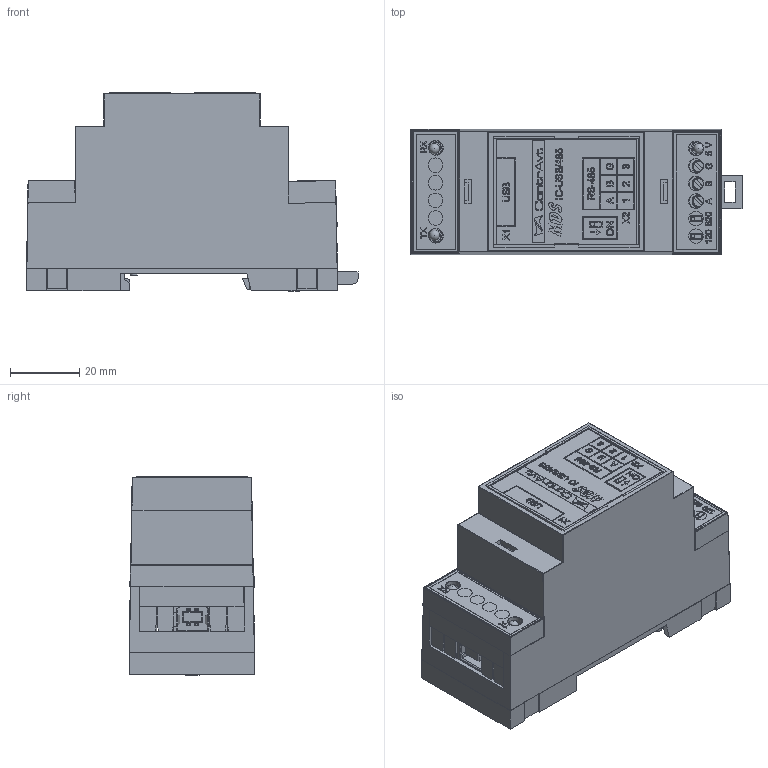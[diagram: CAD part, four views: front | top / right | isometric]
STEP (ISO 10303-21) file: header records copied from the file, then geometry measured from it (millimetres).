
FILE_DESCRIPTION(/* description */ (''),/* implementation_level */ '2;1');
FILE_NAME(/* name */ 'MDS IC-USB_485.stp',/* time_stamp */ '2021-10-28T14:11:18+04:00',/* author */ ('Колесникова'),/* organization */ (''),/* preprocessor_version */ 'ST-DEVELOPER v15.2',/* originating_system */ 'Autodesk Inventor 2014',/* authorisation */ '');
FILE_SCHEMA (('CONFIG_CONTROL_DESIGN'));
Products named in the file (21): Деталь2; Деталь4; Деталь8; Деталь10; Крышка \X2\043D04380436043D
 c USB; Крышка \X2\0432043504400445
 1; лицевая \X2\043F0430043D
 IC-USB_485; наклейка \X2\04320435
 469; наклейка \X2\043D0438
 470; Плата на USB_485; Светодиод; Корпус \X2\043F043504400435
 SWD3-2; клавишка \X2\043F043504400435043A043B
_ЗЕРКАЛО; клавишка \X2\043F0435
; SWD3-2; DG129-5.0-03P-14-00AH; USB-B нов.step; Светодиод \X2\0433
; Светодиод \X2\0431
.; Сборка \X2\043F043B04300442
 306; MDS  IC-USB_485
Bounding box: 96 x 36.38 x 57.45 mm (x, y, z)
Volume: 37569.4 mm3; surface area: 62408 mm2
Topology: 26 solids, 26 shells, 2988 faces, 8068 edges, 5260 vertices
Faces by surface type: plane 2028, bspline 580, cylinder 340, sphere 17, torus 17, cone 6
Full cylindrical faces by diameter (mm): 1 x6, 1.2 x2, 1.6 x3, 3 x7, 3.6 x3, 3.7 x6, 3.9 x6, 4.2 x18, 4.5 x3
Entity records: 105772 total; most frequent: CARTESIAN_POINT 33355, ORIENTED_EDGE 15892, DIRECTION 12495, EDGE_CURVE 7940, LINE 6063, VECTOR 6063, VERTEX_POINT 5209, EDGE_LOOP 3332
